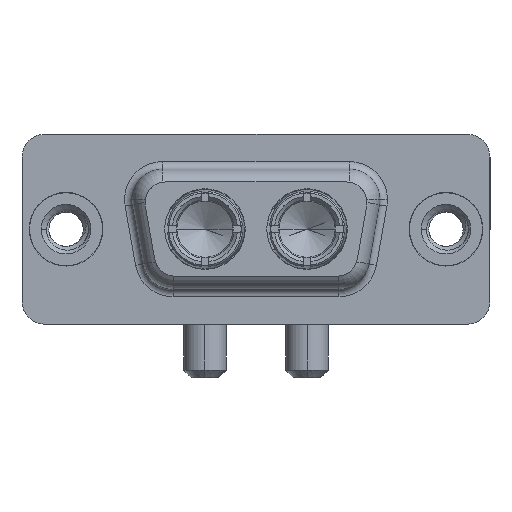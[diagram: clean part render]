
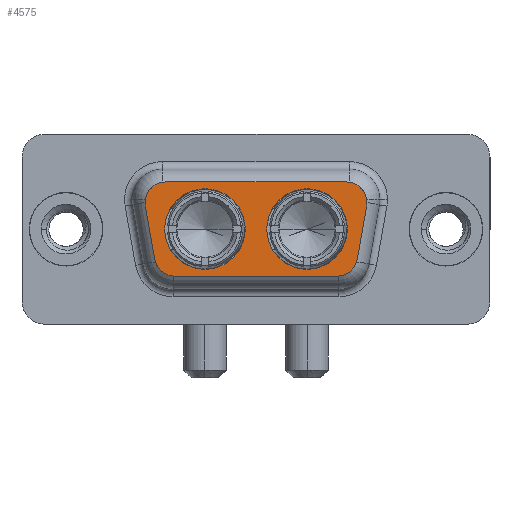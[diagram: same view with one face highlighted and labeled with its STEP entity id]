
A CAD part, top view. The second image highlights one B-rep face of the part: STEP entity #4575.
In plain terms, the highlighted planar face has unit normal (0, 0, 1).
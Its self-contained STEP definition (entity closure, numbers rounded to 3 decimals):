
#23 = VECTOR ( 'NONE', #890, 1000. ) ;
#325 = ORIENTED_EDGE ( 'NONE', *, *, #6070, .F. ) ;
#417 = CARTESIAN_POINT ( 'NONE',  ( 15.86, 0., 6.2 ) ) ;
#473 = AXIS2_PLACEMENT_3D ( 'NONE', #6464, #1907, #2646 ) ;
#538 = DIRECTION ( 'NONE',  ( 0.174, 0.985, 0. ) ) ;
#735 = CARTESIAN_POINT ( 'NONE',  ( 6.55, 3.1, 6.2 ) ) ;
#752 = VERTEX_POINT ( 'NONE', #5688 ) ;
#816 = CARTESIAN_POINT ( 'NONE',  ( 5.838, -1.984, 6.2 ) ) ;
#827 = ORIENTED_EDGE ( 'NONE', *, *, #3201, .T. ) ;
#890 = DIRECTION ( 'NONE',  ( 0.174, -0.985, 0. ) ) ;
#1049 = ORIENTED_EDGE ( 'NONE', *, *, #5323, .F. ) ;
#1083 = FACE_OUTER_BOUND ( 'NONE', #6132, .T. ) ;
#1094 = EDGE_CURVE ( 'NONE', #752, #8630, #11769, .T. ) ;
#1149 = CARTESIAN_POINT ( 'NONE',  ( 18.45, 3.1, 6.2 ) ) ;
#1217 = AXIS2_PLACEMENT_3D ( 'NONE', #2486, #1620, #8290 ) ;
#1277 = VERTEX_POINT ( 'NONE', #2118 ) ;
#1369 = DIRECTION ( 'NONE',  ( 0., 0., 1. ) ) ;
#1486 = VERTEX_POINT ( 'NONE', #816 ) ;
#1518 = DIRECTION ( 'NONE',  ( 1., 0., 0. ) ) ;
#1576 = DIRECTION ( 'NONE',  ( 0., 0., 1. ) ) ;
#1620 = DIRECTION ( 'NONE',  ( 0., 0., 1. ) ) ;
#1834 = CIRCLE ( 'NONE', #1217, 1.35 ) ;
#1840 = CARTESIAN_POINT ( 'NONE',  ( 5.2, 1.75, 6.2 ) ) ;
#1907 = DIRECTION ( 'NONE',  ( 0., 0., 1. ) ) ;
#1942 = CARTESIAN_POINT ( 'NONE',  ( 17.833, -3.1, 6.2 ) ) ;
#1955 = DIRECTION ( 'NONE',  ( 0., 0., -1. ) ) ;
#1991 = DIRECTION ( 'NONE',  ( 0., 0., 1. ) ) ;
#2118 = CARTESIAN_POINT ( 'NONE',  ( 18.51, 0., 6.2 ) ) ;
#2180 = VERTEX_POINT ( 'NONE', #12093 ) ;
#2217 = LINE ( 'NONE', #1942, #3392 ) ;
#2329 = VERTEX_POINT ( 'NONE', #5032 ) ;
#2338 = DIRECTION ( 'NONE',  ( 0., 0., 1. ) ) ;
#2383 = EDGE_CURVE ( 'NONE', #2180, #2871, #4112, .T. ) ;
#2430 = CARTESIAN_POINT ( 'NONE',  ( 17.833, -3.1, 6.2 ) ) ;
#2486 = CARTESIAN_POINT ( 'NONE',  ( 18.45, 1.75, 6.2 ) ) ;
#2610 = CARTESIAN_POINT ( 'NONE',  ( 5.221, 1.516, 6.2 ) ) ;
#2646 = DIRECTION ( 'NONE',  ( 1., 0., 0. ) ) ;
#2795 = CARTESIAN_POINT ( 'NONE',  ( 9.14, 0., 6.2 ) ) ;
#2807 = EDGE_LOOP ( 'NONE', ( #1049, #5442 ) ) ;
#2871 = VERTEX_POINT ( 'NONE', #5300 ) ;
#2951 = AXIS2_PLACEMENT_3D ( 'NONE', #4906, #1955, #3909 ) ;
#3201 = EDGE_CURVE ( 'NONE', #7573, #752, #10456, .T. ) ;
#3392 = VECTOR ( 'NONE', #6901, 1000. ) ;
#3527 = EDGE_LOOP ( 'NONE', ( #6631, #325 ) ) ;
#3584 = EDGE_CURVE ( 'NONE', #8661, #1486, #5983, .T. ) ;
#3675 = EDGE_CURVE ( 'NONE', #1486, #2329, #7893, .T. ) ;
#3779 = VECTOR ( 'NONE', #538, 1000. ) ;
#3810 = AXIS2_PLACEMENT_3D ( 'NONE', #2795, #1991, #8536 ) ;
#3904 = CARTESIAN_POINT ( 'NONE',  ( 17.833, -1.75, 6.2 ) ) ;
#3909 = DIRECTION ( 'NONE',  ( -1., 0., 0. ) ) ;
#4001 = EDGE_CURVE ( 'NONE', #6927, #10710, #10106, .T. ) ;
#4056 = DIRECTION ( 'NONE',  ( 0., 0., 1. ) ) ;
#4112 = CIRCLE ( 'NONE', #7280, 2.65 ) ;
#4134 = AXIS2_PLACEMENT_3D ( 'NONE', #3904, #5601, #7675 ) ;
#4575 = ADVANCED_FACE ( 'NONE', ( #11345, #6641, #1083 ), #6754, .F. ) ;
#4657 = CARTESIAN_POINT ( 'NONE',  ( 7.167, -1.75, 6.2 ) ) ;
#4906 = CARTESIAN_POINT ( 'NONE',  ( 7.167, -1.75, 6.2 ) ) ;
#5032 = CARTESIAN_POINT ( 'NONE',  ( 7.167, -3.1, 6.2 ) ) ;
#5160 = AXIS2_PLACEMENT_3D ( 'NONE', #9972, #1576, #1518 ) ;
#5300 = CARTESIAN_POINT ( 'NONE',  ( 11.79, 0., 6.2 ) ) ;
#5323 = EDGE_CURVE ( 'NONE', #2871, #2180, #11318, .T. ) ;
#5370 = CIRCLE ( 'NONE', #9120, 2.65 ) ;
#5442 = ORIENTED_EDGE ( 'NONE', *, *, #2383, .F. ) ;
#5601 = DIRECTION ( 'NONE',  ( 0., 0., 1. ) ) ;
#5682 = ORIENTED_EDGE ( 'NONE', *, *, #8704, .T. ) ;
#5688 = CARTESIAN_POINT ( 'NONE',  ( 19.162, -1.984, 6.2 ) ) ;
#5743 = AXIS2_PLACEMENT_3D ( 'NONE', #4657, #4056, #6560 ) ;
#5983 = LINE ( 'NONE', #12137, #23 ) ;
#6070 = EDGE_CURVE ( 'NONE', #8303, #1277, #5370, .T. ) ;
#6132 = EDGE_LOOP ( 'NONE', ( #10607, #8548, #827, #11799, #5682, #7256, #6422, #8387, #11182 ) ) ;
#6307 = VECTOR ( 'NONE', #8265, 1000. ) ;
#6422 = ORIENTED_EDGE ( 'NONE', *, *, #9382, .T. ) ;
#6464 = CARTESIAN_POINT ( 'NONE',  ( 6.55, 1.75, 6.2 ) ) ;
#6547 = CIRCLE ( 'NONE', #5160, 1.35 ) ;
#6560 = DIRECTION ( 'NONE',  ( -1., 0., 0. ) ) ;
#6597 = CIRCLE ( 'NONE', #473, 1.35 ) ;
#6631 = ORIENTED_EDGE ( 'NONE', *, *, #11763, .F. ) ;
#6641 = FACE_BOUND ( 'NONE', #2807, .T. ) ;
#6754 = PLANE ( 'NONE',  #2951 ) ;
#6773 = CARTESIAN_POINT ( 'NONE',  ( 13.21, 0., 6.2 ) ) ;
#6901 = DIRECTION ( 'NONE',  ( 1., 0., 0. ) ) ;
#6927 = VERTEX_POINT ( 'NONE', #1149 ) ;
#7048 = EDGE_CURVE ( 'NONE', #7261, #8661, #6547, .T. ) ;
#7256 = ORIENTED_EDGE ( 'NONE', *, *, #4001, .T. ) ;
#7261 = VERTEX_POINT ( 'NONE', #1840 ) ;
#7280 = AXIS2_PLACEMENT_3D ( 'NONE', #12129, #1369, #8286 ) ;
#7522 = CARTESIAN_POINT ( 'NONE',  ( 15.86, 0., 6.2 ) ) ;
#7573 = VERTEX_POINT ( 'NONE', #2430 ) ;
#7675 = DIRECTION ( 'NONE',  ( -1., 0., 0. ) ) ;
#7779 = EDGE_CURVE ( 'NONE', #2329, #7573, #2217, .T. ) ;
#7893 = CIRCLE ( 'NONE', #5743, 1.35 ) ;
#7985 = AXIS2_PLACEMENT_3D ( 'NONE', #417, #2338, #11720 ) ;
#8135 = CARTESIAN_POINT ( 'NONE',  ( 19.779, 1.516, 6.2 ) ) ;
#8265 = DIRECTION ( 'NONE',  ( -1., 0., 0. ) ) ;
#8286 = DIRECTION ( 'NONE',  ( 1., 0., 0. ) ) ;
#8290 = DIRECTION ( 'NONE',  ( -1., 0., 0. ) ) ;
#8303 = VERTEX_POINT ( 'NONE', #6773 ) ;
#8385 = CARTESIAN_POINT ( 'NONE',  ( 19.779, 1.516, 6.2 ) ) ;
#8387 = ORIENTED_EDGE ( 'NONE', *, *, #7048, .T. ) ;
#8536 = DIRECTION ( 'NONE',  ( 1., 0., 0. ) ) ;
#8548 = ORIENTED_EDGE ( 'NONE', *, *, #7779, .T. ) ;
#8630 = VERTEX_POINT ( 'NONE', #8385 ) ;
#8661 = VERTEX_POINT ( 'NONE', #2610 ) ;
#8704 = EDGE_CURVE ( 'NONE', #8630, #6927, #1834, .T. ) ;
#9120 = AXIS2_PLACEMENT_3D ( 'NONE', #7522, #9445, #9321 ) ;
#9321 = DIRECTION ( 'NONE',  ( 1., 0., 0. ) ) ;
#9382 = EDGE_CURVE ( 'NONE', #10710, #7261, #6597, .T. ) ;
#9445 = DIRECTION ( 'NONE',  ( 0., 0., 1. ) ) ;
#9972 = CARTESIAN_POINT ( 'NONE',  ( 6.55, 1.75, 6.2 ) ) ;
#10106 = LINE ( 'NONE', #735, #6307 ) ;
#10456 = CIRCLE ( 'NONE', #4134, 1.35 ) ;
#10552 = CIRCLE ( 'NONE', #7985, 2.65 ) ;
#10607 = ORIENTED_EDGE ( 'NONE', *, *, #3675, .T. ) ;
#10710 = VERTEX_POINT ( 'NONE', #11907 ) ;
#11182 = ORIENTED_EDGE ( 'NONE', *, *, #3584, .T. ) ;
#11318 = CIRCLE ( 'NONE', #3810, 2.65 ) ;
#11345 = FACE_BOUND ( 'NONE', #3527, .T. ) ;
#11720 = DIRECTION ( 'NONE',  ( 1., 0., 0. ) ) ;
#11763 = EDGE_CURVE ( 'NONE', #1277, #8303, #10552, .T. ) ;
#11769 = LINE ( 'NONE', #8135, #3779 ) ;
#11799 = ORIENTED_EDGE ( 'NONE', *, *, #1094, .T. ) ;
#11907 = CARTESIAN_POINT ( 'NONE',  ( 6.55, 3.1, 6.2 ) ) ;
#12093 = CARTESIAN_POINT ( 'NONE',  ( 6.49, 0., 6.2 ) ) ;
#12129 = CARTESIAN_POINT ( 'NONE',  ( 9.14, 0., 6.2 ) ) ;
#12137 = CARTESIAN_POINT ( 'NONE',  ( 5.838, -1.984, 6.2 ) ) ;
